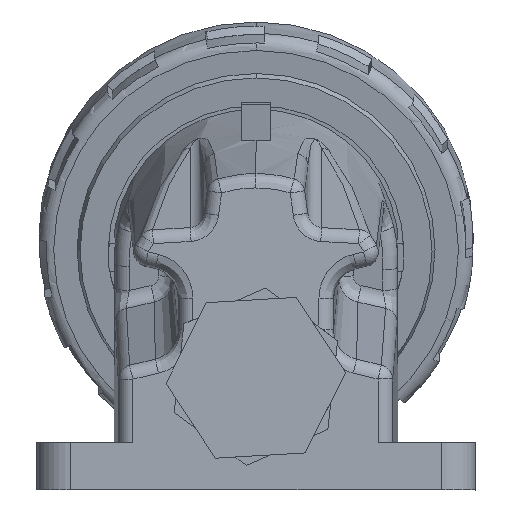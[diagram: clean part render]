
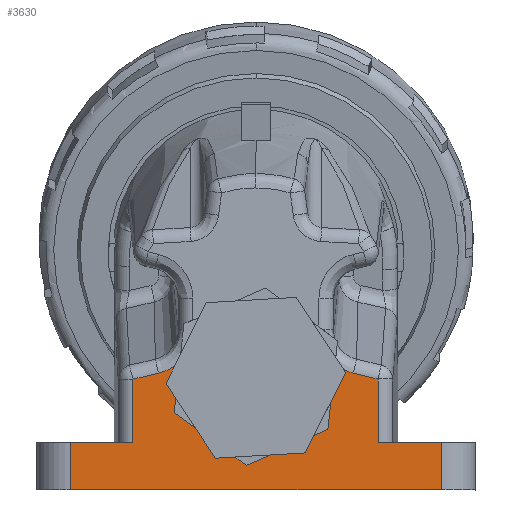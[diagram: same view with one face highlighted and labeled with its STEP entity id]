
A CAD part, left-side view. The second image highlights one B-rep face of the part: STEP entity #3630.
In plain terms, the highlighted planar face has unit normal (-1, 0, 0).
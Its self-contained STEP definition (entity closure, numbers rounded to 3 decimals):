
#19=DIRECTION('',(0.,-0.916,0.402));
#20=VECTOR('',#19,18.3);
#21=CARTESIAN_POINT('',(-68.585,38.033,5.03));
#22=LINE('',#21,#20);
#23=DIRECTION('',(0.,-0.11,0.994));
#24=VECTOR('',#23,13.498);
#25=CARTESIAN_POINT('',(-68.591,21.277,12.387));
#26=LINE('',#25,#24);
#27=CARTESIAN_POINT('',(-68.594,16.062,23.941));
#28=CARTESIAN_POINT('',(-68.593,16.316,24.));
#29=CARTESIAN_POINT('',(-68.593,16.804,24.137));
#30=CARTESIAN_POINT('',(-68.593,17.474,24.386));
#31=CARTESIAN_POINT('',(-68.593,18.108,24.679));
#32=CARTESIAN_POINT('',(-68.592,18.705,25.013));
#33=CARTESIAN_POINT('',(-68.592,19.269,25.385));
#34=CARTESIAN_POINT('',(-68.592,19.624,25.66));
#35=CARTESIAN_POINT('',(-68.592,19.797,25.803));
#37=DIRECTION('',(0.,0.974,0.227));
#38=VECTOR('',#37,5.214);
#39=CARTESIAN_POINT('',(-68.596,10.984,22.756));
#40=LINE('',#39,#38);
#41=DIRECTION('',(0.,0.,-1.));
#42=VECTOR('',#41,13.049);
#43=CARTESIAN_POINT('',(-68.596,10.984,22.756));
#44=LINE('',#43,#42);
#45=DIRECTION('',(0.,0.,1.));
#46=VECTOR('',#45,9.712);
#47=CARTESIAN_POINT('',(-68.601,-1.972,
-0.006));
#48=LINE('',#47,#46);
#49=DIRECTION('',(0.,-1.,0.));
#50=VECTOR('',#49,76.);
#51=CARTESIAN_POINT('',(-68.57,74.028,0.));
#52=LINE('',#51,#50);
#53=DIRECTION('',(0.,0.,-1.));
#54=VECTOR('',#53,9.712);
#55=CARTESIAN_POINT('',(-68.57,74.027,9.712));
#56=LINE('',#55,#54);
#57=DIRECTION('',(0.,0.,-1.));
#58=VECTOR('',#57,13.004);
#59=CARTESIAN_POINT('',(-68.575,61.261,22.715));
#60=LINE('',#59,#58);
#61=DIRECTION('',(0.,0.974,-0.227));
#62=VECTOR('',#61,5.413);
#63=CARTESIAN_POINT('',(-68.577,55.99,23.944));
#64=LINE('',#63,#62);
#65=CARTESIAN_POINT('',(-68.579,51.621,26.387));
#66=CARTESIAN_POINT('',(-68.579,51.802,26.205));
#67=CARTESIAN_POINT('',(-68.579,52.178,25.856));
#68=CARTESIAN_POINT('',(-68.579,52.79,25.379));
#69=CARTESIAN_POINT('',(-68.578,53.446,24.952));
#70=CARTESIAN_POINT('',(-68.578,54.166,24.568));
#71=CARTESIAN_POINT('',(-68.578,54.989,24.221));
#72=CARTESIAN_POINT('',(-68.578,55.64,24.025));
#73=CARTESIAN_POINT('',(-68.577,55.99,23.944));
#75=DIRECTION('',(0.,0.11,-0.994));
#76=VECTOR('',#75,10.587);
#77=CARTESIAN_POINT('',(-68.579,51.621,26.387));
#78=LINE('',#77,#76);
#79=DIRECTION('',(0.,-0.806,-0.592));
#80=VECTOR('',#79,18.3);
#81=CARTESIAN_POINT('',(-68.579,52.782,15.863));
#82=LINE('',#81,#80);
#895=DIRECTION('',(0.,1.,0.));
#896=VECTOR('',#895,12.958);
#897=CARTESIAN_POINT('',(-68.601,-1.973,9.706));
#898=LINE('',#897,#896);
#925=DIRECTION('',(0.,1.,0.));
#926=VECTOR('',#925,12.765);
#927=CARTESIAN_POINT('',(-68.575,61.262,9.711));
#928=LINE('',#927,#926);
#3085=CARTESIAN_POINT('',(-68.601,-1.973,
9.706));
#3087=VERTEX_POINT('',#3085);
#3088=CARTESIAN_POINT('',(-68.601,-1.972,
-0.006));
#3089=VERTEX_POINT('',#3088);
#3100=CARTESIAN_POINT('',(-68.57,74.027,9.712));
#3101=CARTESIAN_POINT('',(-68.57,74.028,
0.));
#3102=VERTEX_POINT('',#3100);
#3103=VERTEX_POINT('',#3101);
#3313=CARTESIAN_POINT('',(-68.577,55.99,23.944));
#3314=CARTESIAN_POINT('',(-68.575,61.261,22.715));
#3315=VERTEX_POINT('',#3313);
#3316=VERTEX_POINT('',#3314);
#3395=CARTESIAN_POINT('',(-68.596,10.984,22.756));
#3396=CARTESIAN_POINT('',(-68.594,16.062,23.941));
#3397=VERTEX_POINT('',#3395);
#3398=VERTEX_POINT('',#3396);
#3414=CARTESIAN_POINT('',(-68.575,61.262,9.711));
#3415=VERTEX_POINT('',#3414);
#3418=CARTESIAN_POINT('',(-68.596,10.985,9.707));
#3419=VERTEX_POINT('',#3418);
#3438=CARTESIAN_POINT('',(-68.585,38.033,5.03));
#3439=CARTESIAN_POINT('',(-68.591,21.277,12.387));
#3440=VERTEX_POINT('',#3438);
#3441=VERTEX_POINT('',#3439);
#3442=CARTESIAN_POINT('',(-68.592,19.797,25.803));
#3443=VERTEX_POINT('',#3442);
#3450=CARTESIAN_POINT('',(-68.579,51.621,26.387));
#3451=CARTESIAN_POINT('',(-68.579,52.782,15.863));
#3452=VERTEX_POINT('',#3450);
#3453=VERTEX_POINT('',#3451);
#3594=CARTESIAN_POINT('',(-68.572,68.528,
0.005));
#3595=DIRECTION('',(-1.,0.,0.));
#3596=DIRECTION('',(0.,0.,1.));
#3597=AXIS2_PLACEMENT_3D('',#3594,#3595,#3596);
#3598=PLANE('',#3597);
#3600=ORIENTED_EDGE('',*,*,#3599,.T.);
#3602=ORIENTED_EDGE('',*,*,#3601,.T.);
#3604=ORIENTED_EDGE('',*,*,#3603,.F.);
#3606=ORIENTED_EDGE('',*,*,#3605,.F.);
#3608=ORIENTED_EDGE('',*,*,#3607,.T.);
#3610=ORIENTED_EDGE('',*,*,#3609,.F.);
#3612=ORIENTED_EDGE('',*,*,#3611,.F.);
#3614=ORIENTED_EDGE('',*,*,#3613,.F.);
#3616=ORIENTED_EDGE('',*,*,#3615,.F.);
#3618=ORIENTED_EDGE('',*,*,#3617,.F.);
#3620=ORIENTED_EDGE('',*,*,#3619,.F.);
#3621=ORIENTED_EDGE('',*,*,#3584,.F.);
#3623=ORIENTED_EDGE('',*,*,#3622,.F.);
#3625=ORIENTED_EDGE('',*,*,#3624,.T.);
#3627=ORIENTED_EDGE('',*,*,#3626,.T.);
#3628=EDGE_LOOP('',(#3600,#3602,#3604,#3606,#3608,#3610,#3612,#3614,#3616,#3618,
#3620,#3621,#3623,#3625,#3627));
#3629=FACE_OUTER_BOUND('',#3628,.F.);
#3630=ADVANCED_FACE('',(#3629),#3598,.T.);
#36=B_SPLINE_CURVE_WITH_KNOTS('',3,(#27,#28,#29,#30,#31,#32,#33,#34,#35),
.UNSPECIFIED.,.F.,.F.,(4,1,1,1,1,1,4),(0.,0.167,0.333,
0.5,0.667,0.833,1.),.UNSPECIFIED.);
#74=B_SPLINE_CURVE_WITH_KNOTS('',3,(#65,#66,#67,#68,#69,#70,#71,#72,#73),
.UNSPECIFIED.,.F.,.F.,(4,1,1,1,1,1,4),(0.,0.167,0.333,
0.5,0.667,0.833,1.),.UNSPECIFIED.);
#3584=EDGE_CURVE('',#3315,#3316,#64,.T.);
#3599=EDGE_CURVE('',#3440,#3441,#22,.T.);
#3601=EDGE_CURVE('',#3441,#3443,#26,.T.);
#3603=EDGE_CURVE('',#3398,#3443,#36,.T.);
#3605=EDGE_CURVE('',#3397,#3398,#40,.T.);
#3607=EDGE_CURVE('',#3397,#3419,#44,.T.);
#3609=EDGE_CURVE('',#3087,#3419,#898,.T.);
#3611=EDGE_CURVE('',#3089,#3087,#48,.T.);
#3613=EDGE_CURVE('',#3103,#3089,#52,.T.);
#3615=EDGE_CURVE('',#3102,#3103,#56,.T.);
#3617=EDGE_CURVE('',#3415,#3102,#928,.T.);
#3619=EDGE_CURVE('',#3316,#3415,#60,.T.);
#3622=EDGE_CURVE('',#3452,#3315,#74,.T.);
#3624=EDGE_CURVE('',#3452,#3453,#78,.T.);
#3626=EDGE_CURVE('',#3453,#3440,#82,.T.);
